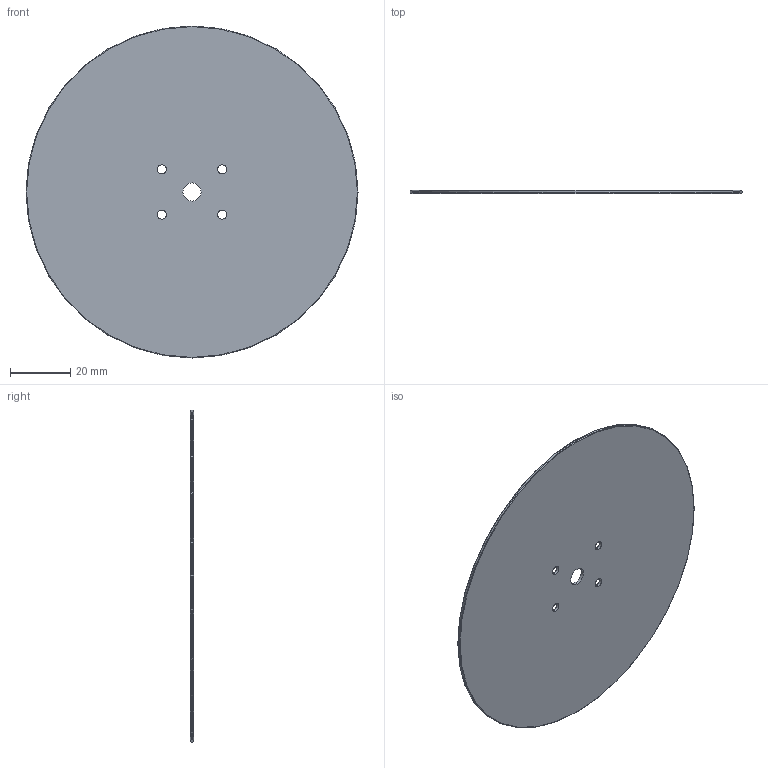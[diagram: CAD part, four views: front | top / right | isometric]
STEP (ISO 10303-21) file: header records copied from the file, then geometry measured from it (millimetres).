
FILE_DESCRIPTION (( 'STEP AP203' ), '1' );
FILE_NAME ('Base-disc_Default_sldprt.STEP', '2019-11-22T17:57:19', ( 'Windows-bruger' ), ( '' ), 'SwSTEP 2.0', 'SolidWorks 2018', '' );
FILE_SCHEMA (( 'CONFIG_CONTROL_DESIGN' ));
Length unit declared in the file: millimetre
Products named in the file (1): Base-disc_Default_sldprt
Bounding box: 110 x 1 x 110 mm (x, y, z)
Volume: 9440.8 mm3; surface area: 19236.3 mm2
Topology: 1 solids, 1 shells, 18 faces, 44 edges, 28 vertices
Faces by surface type: cylinder 12, torus 4, plane 2
Entity records: 645 total; most frequent: DIRECTION 114, CARTESIAN_POINT 91, ORIENTED_EDGE 88, AXIS2_PLACEMENT_3D 51, EDGE_CURVE 44, CIRCLE 32, EDGE_LOOP 28, VERTEX_POINT 28
